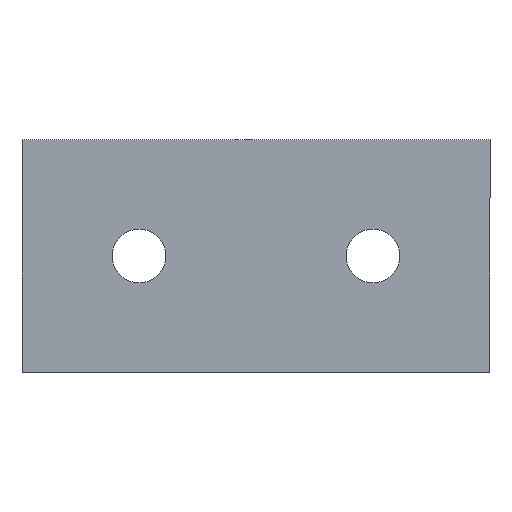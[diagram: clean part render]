
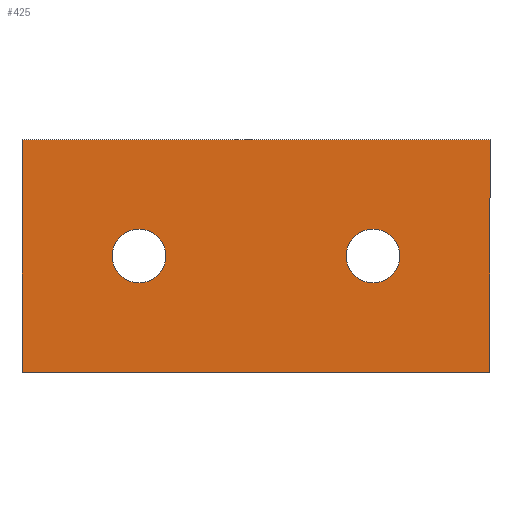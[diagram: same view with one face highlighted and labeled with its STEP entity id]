
A CAD part, top view. The second image highlights one B-rep face of the part: STEP entity #425.
In plain terms, the highlighted planar face has unit normal (0, 0, 1).
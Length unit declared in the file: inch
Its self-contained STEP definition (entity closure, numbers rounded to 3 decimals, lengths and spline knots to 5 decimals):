
#137=CARTESIAN_POINT('',(1.67188,0.,0.25));
#138=VERTEX_POINT('',#137);
#154=CARTESIAN_POINT('',(1.32813,0.,0.25));
#155=VERTEX_POINT('',#154);
#162=CARTESIAN_POINT('',(1.5,0.,0.25));
#163=DIRECTION('',(0.0,0.0,-1.0));
#164=DIRECTION('',(1.0,0.0,0.0));
#165=AXIS2_PLACEMENT_3D('',#162,#163,#164);
#166=CIRCLE('',#165,0.17188);
#167=EDGE_CURVE('',#138,#155,#166,.T.);
#179=CARTESIAN_POINT('',(0.17188,0.,0.25));
#180=VERTEX_POINT('',#179);
#196=CARTESIAN_POINT('',(-0.17188,0.,0.25));
#197=VERTEX_POINT('',#196);
#204=CARTESIAN_POINT('',(0.,0.0,0.25));
#205=DIRECTION('',(0.0,0.0,-1.0));
#206=DIRECTION('',(1.0,0.0,0.0));
#207=AXIS2_PLACEMENT_3D('',#204,#205,#206);
#208=CIRCLE('',#207,0.17188);
#209=EDGE_CURVE('',#180,#197,#208,.T.);
#220=CARTESIAN_POINT('',(0.,0.0,0.25));
#221=DIRECTION('',(0.0,0.0,-1.0));
#222=DIRECTION('',(1.0,0.0,0.0));
#223=AXIS2_PLACEMENT_3D('',#220,#221,#222);
#224=CIRCLE('',#223,0.17188);
#225=EDGE_CURVE('',#197,#180,#224,.T.);
#244=CARTESIAN_POINT('',(1.5,0.,0.25));
#245=DIRECTION('',(0.0,0.0,-1.0));
#246=DIRECTION('',(1.0,0.0,0.0));
#247=AXIS2_PLACEMENT_3D('',#244,#245,#246);
#248=CIRCLE('',#247,0.17188);
#249=EDGE_CURVE('',#155,#138,#248,.T.);
#267=CARTESIAN_POINT('',(-0.75,0.745,0.25));
#268=VERTEX_POINT('',#267);
#269=CARTESIAN_POINT('',(2.25,0.745,0.25));
#270=VERTEX_POINT('',#269);
#271=CARTESIAN_POINT('',(-0.75,0.745,0.25));
#272=DIRECTION('',(1.0,0.0,0.0));
#273=VECTOR('',#272,3.);
#274=LINE('',#271,#273);
#275=EDGE_CURVE('',#268,#270,#274,.T.);
#307=CARTESIAN_POINT('',(2.25,-0.745,0.25));
#308=VERTEX_POINT('',#307);
#309=CARTESIAN_POINT('',(2.25,0.745,0.25));
#310=DIRECTION('',(0.0,-1.0,0.0));
#311=VECTOR('',#310,1.49);
#312=LINE('',#309,#311);
#313=EDGE_CURVE('',#270,#308,#312,.T.);
#338=CARTESIAN_POINT('',(-0.75,-0.745,0.25));
#339=VERTEX_POINT('',#338);
#340=CARTESIAN_POINT('',(2.25,-0.745,0.25));
#341=DIRECTION('',(-1.0,0.0,0.0));
#342=VECTOR('',#341,3.);
#343=LINE('',#340,#342);
#344=EDGE_CURVE('',#308,#339,#343,.T.);
#369=CARTESIAN_POINT('',(-0.75,-0.745,0.25));
#370=DIRECTION('',(0.0,1.0,0.0));
#371=VECTOR('',#370,1.49);
#372=LINE('',#369,#371);
#373=EDGE_CURVE('',#339,#268,#372,.T.);
#406=CARTESIAN_POINT('',(-0.75,0.745,0.25));
#407=DIRECTION('',(0.0,0.0,-1.0));
#408=DIRECTION('',(-1.0,0.0,0.0));
#409=AXIS2_PLACEMENT_3D('',#406,#407,#408);
#410=PLANE('',#409);
#411=ORIENTED_EDGE('',*,*,#275,.F.);
#412=ORIENTED_EDGE('',*,*,#373,.F.);
#413=ORIENTED_EDGE('',*,*,#344,.F.);
#414=ORIENTED_EDGE('',*,*,#313,.F.);
#415=EDGE_LOOP('',(#411,#412,#413,#414));
#416=FACE_OUTER_BOUND('',#415,.T.);
#417=ORIENTED_EDGE('',*,*,#209,.T.);
#418=ORIENTED_EDGE('',*,*,#225,.T.);
#419=EDGE_LOOP('',(#417,#418));
#420=FACE_BOUND('',#419,.T.);
#421=ORIENTED_EDGE('',*,*,#167,.T.);
#422=ORIENTED_EDGE('',*,*,#249,.T.);
#423=EDGE_LOOP('',(#421,#422));
#424=FACE_BOUND('',#423,.T.);
#425=ADVANCED_FACE('',(#416,#420,#424),#410,.F.);
